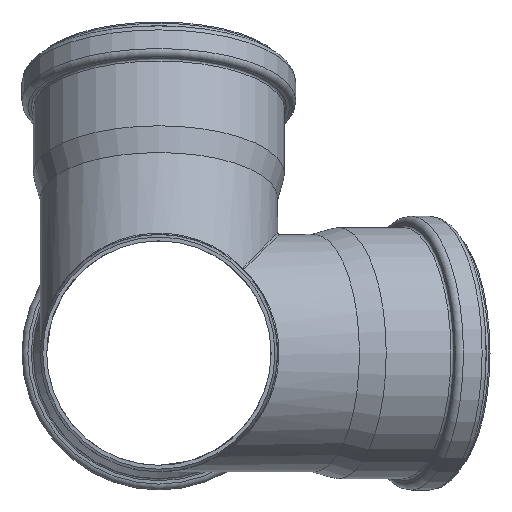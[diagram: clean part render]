
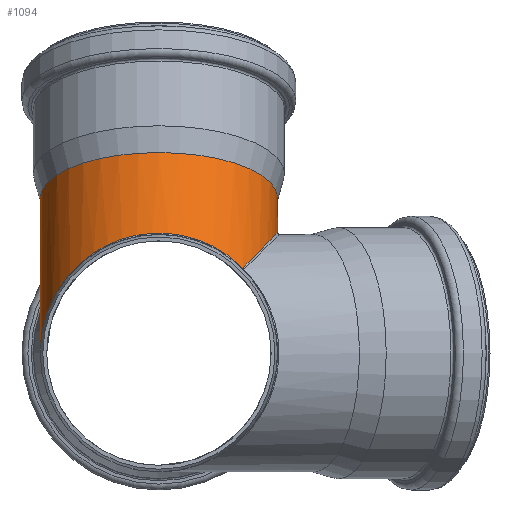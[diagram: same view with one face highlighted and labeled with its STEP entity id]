
A CAD part, front view. The second image highlights one B-rep face of the part: STEP entity #1094.
In plain terms, the highlighted cylindrical face has radius 55.15 mm (diameter 110.3 mm), a partial arc.
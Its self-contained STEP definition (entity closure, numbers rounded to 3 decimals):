
#154=CYLINDRICAL_SURFACE('',#1219,55.15);
#195=FACE_OUTER_BOUND('',#294,.T.);
#294=EDGE_LOOP('',(#878,#879,#880,#881,#882,#883,#884));
#466=CIRCLE('',#1218,55.15);
#541=ELLIPSE('',#1178,100.515,55.15);
#543=ELLIPSE('',#1182,85.301,55.15);
#545=ELLIPSE('',#1188,66.702,55.15);
#558=ELLIPSE('',#1212,100.515,55.15);
#569=B_SPLINE_CURVE_WITH_KNOTS('',3,(#2078,#2079,#2080,#2081,#2082,#2083,
#2084,#2085,#2086,#2087),.UNSPECIFIED.,.F.,.F.,(4,3,3,4),(0.,0.013,
0.021,0.024),.UNSPECIFIED.);
#571=B_SPLINE_CURVE_WITH_KNOTS('',3,(#2099,#2100,#2101,#2102,#2103,#2104,
#2105,#2106,#2107,#2108),.UNSPECIFIED.,.F.,.F.,(4,3,3,4),(0.834,
0.845,0.858,0.875),.UNSPECIFIED.);
#580=VERTEX_POINT('',#1802);
#582=VERTEX_POINT('',#1826);
#585=VERTEX_POINT('',#1881);
#588=VERTEX_POINT('',#1940);
#592=VERTEX_POINT('',#2051);
#593=VERTEX_POINT('',#2077);
#594=VERTEX_POINT('',#2088);
#688=EDGE_CURVE('',#580,#582,#541,.T.);
#692=EDGE_CURVE('',#582,#585,#543,.T.);
#697=EDGE_CURVE('',#585,#588,#545,.T.);
#704=EDGE_CURVE('',#593,#592,#569,.T.);
#706=EDGE_CURVE('',#580,#594,#571,.T.);
#727=EDGE_CURVE('',#588,#592,#558,.T.);
#732=EDGE_CURVE('',#594,#593,#466,.T.);
#878=ORIENTED_EDGE('',*,*,#688,.F.);
#879=ORIENTED_EDGE('',*,*,#706,.T.);
#880=ORIENTED_EDGE('',*,*,#732,.T.);
#881=ORIENTED_EDGE('',*,*,#704,.T.);
#882=ORIENTED_EDGE('',*,*,#727,.F.);
#883=ORIENTED_EDGE('',*,*,#697,.F.);
#884=ORIENTED_EDGE('',*,*,#692,.F.);
#1094=ADVANCED_FACE('',(#195),#154,.T.);
#1178=AXIS2_PLACEMENT_3D('',#1827,#1379,#1380);
#1182=AXIS2_PLACEMENT_3D('',#1882,#1387,#1388);
#1188=AXIS2_PLACEMENT_3D('',#1941,#1399,#1400);
#1212=AXIS2_PLACEMENT_3D('',#2265,#1447,#1448);
#1218=AXIS2_PLACEMENT_3D('',#2283,#1459,#1460);
#1219=AXIS2_PLACEMENT_3D('',#2284,#1461,#1462);
#1379=DIRECTION('center_axis',(0.,0.562,-0.827));
#1380=DIRECTION('ref_axis',(0.,0.827,0.562));
#1387=DIRECTION('center_axis',(0.712,0.004,-0.702));
#1388=DIRECTION('ref_axis',(0.604,0.505,0.616));
#1399=DIRECTION('center_axis',(0.,-0.836,
-0.549));
#1400=DIRECTION('ref_axis',(0.,-0.549,0.836));
#1447=DIRECTION('center_axis',(0.,0.562,-0.827));
#1448=DIRECTION('ref_axis',(0.,0.827,0.562));
#1459=DIRECTION('center_axis',(0.,-0.383,-0.924));
#1460=DIRECTION('ref_axis',(0.,-0.924,0.383));
#1461=DIRECTION('center_axis',(0.,-0.383,-0.924));
#1462=DIRECTION('ref_axis',(0.,-0.924,0.383));
#1802=CARTESIAN_POINT('',(20.681,177.945,52.407));
#1826=CARTESIAN_POINT('',(38.997,159.668,39.975));
#1827=CARTESIAN_POINT('Origin',(0.,100.9,0.));
#1881=CARTESIAN_POINT('',(38.997,75.024,39.433));
#1882=CARTESIAN_POINT('Origin',(0.,100.9,0.));
#1940=CARTESIAN_POINT('',(-55.15,100.9,0.));
#1941=CARTESIAN_POINT('Origin',(0.,100.9,0.));
#2051=CARTESIAN_POINT('',(-20.681,177.945,52.407));
#2077=CARTESIAN_POINT('',(-20.882,177.903,52.519));
#2078=CARTESIAN_POINT('Ctrl Pts',(-20.882,177.903,52.519));
#2079=CARTESIAN_POINT('Ctrl Pts',(-20.844,177.918,52.513));
#2080=CARTESIAN_POINT('Ctrl Pts',(-20.803,177.931,52.502));
#2081=CARTESIAN_POINT('Ctrl Pts',(-20.767,177.939,52.483));
#2082=CARTESIAN_POINT('Ctrl Pts',(-20.744,177.945,52.471));
#2083=CARTESIAN_POINT('Ctrl Pts',(-20.722,177.948,52.455));
#2084=CARTESIAN_POINT('Ctrl Pts',(-20.704,177.948,52.436));
#2085=CARTESIAN_POINT('Ctrl Pts',(-20.695,177.948,52.427));
#2086=CARTESIAN_POINT('Ctrl Pts',(-20.688,177.947,52.417));
#2087=CARTESIAN_POINT('Ctrl Pts',(-20.681,177.946,52.407));
#2088=CARTESIAN_POINT('',(20.882,177.903,52.519));
#2099=CARTESIAN_POINT('Ctrl Pts',(20.681,177.946,52.407));
#2100=CARTESIAN_POINT('Ctrl Pts',(20.693,177.948,52.425));
#2101=CARTESIAN_POINT('Ctrl Pts',(20.707,177.948,52.441));
#2102=CARTESIAN_POINT('Ctrl Pts',(20.724,177.947,52.455));
#2103=CARTESIAN_POINT('Ctrl Pts',(20.744,177.945,52.472));
#2104=CARTESIAN_POINT('Ctrl Pts',(20.767,177.94,52.484));
#2105=CARTESIAN_POINT('Ctrl Pts',(20.791,177.934,52.494));
#2106=CARTESIAN_POINT('Ctrl Pts',(20.82,177.926,52.506));
#2107=CARTESIAN_POINT('Ctrl Pts',(20.852,177.915,52.514));
#2108=CARTESIAN_POINT('Ctrl Pts',(20.882,177.903,52.519));
#2265=CARTESIAN_POINT('Origin',(0.,100.9,0.));
#2283=CARTESIAN_POINT('Origin',(0.,130.745,
72.052));
#2284=CARTESIAN_POINT('Origin',(0.,115.824,36.03));
